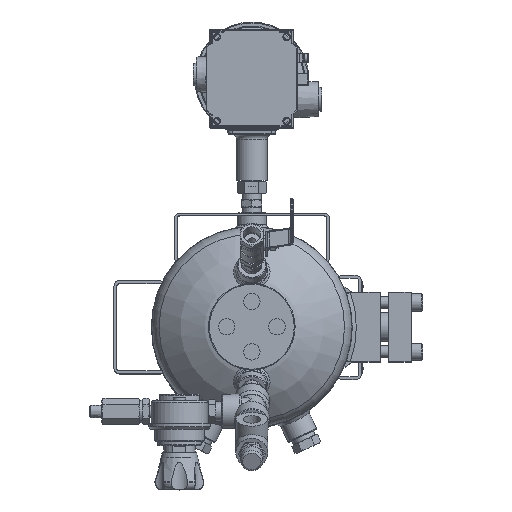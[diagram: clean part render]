
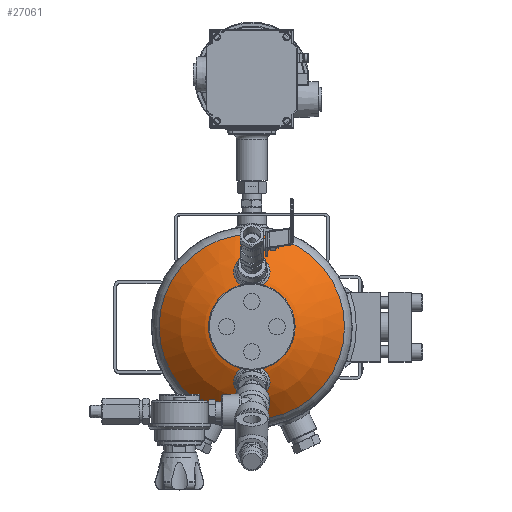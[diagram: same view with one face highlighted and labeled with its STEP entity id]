
A CAD part, top view. The second image highlights one B-rep face of the part: STEP entity #27061.
In plain terms, the highlighted spherical face has radius 140.215 mm.
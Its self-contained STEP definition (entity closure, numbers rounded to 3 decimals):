
#3706=SPHERICAL_SURFACE('',#38010,140.215);
#5294=CIRCLE('',#38011,17.526);
#5295=CIRCLE('',#38012,22.513);
#5296=CIRCLE('',#38013,17.526);
#5297=CIRCLE('',#38014,101.553);
#6742=ORIENTED_EDGE('',*,*,#14327,.T.);
#6743=ORIENTED_EDGE('',*,*,#14328,.T.);
#6744=ORIENTED_EDGE('',*,*,#14329,.T.);
#6745=ORIENTED_EDGE('',*,*,#14330,.F.);
#14327=EDGE_CURVE('',#18132,#18132,#5294,.T.);
#14328=EDGE_CURVE('',#18133,#18133,#5295,.T.);
#14329=EDGE_CURVE('',#18134,#18134,#5296,.T.);
#14330=EDGE_CURVE('',#18135,#18135,#5297,.T.);
#18132=VERTEX_POINT('',#51099);
#18133=VERTEX_POINT('',#51101);
#18134=VERTEX_POINT('',#51103);
#18135=VERTEX_POINT('',#51105);
#21372=EDGE_LOOP('',(#6742));
#21373=EDGE_LOOP('',(#6743));
#21374=EDGE_LOOP('',(#6744));
#21375=EDGE_LOOP('',(#6745));
#23967=FACE_BOUND('',#21372,.T.);
#23968=FACE_BOUND('',#21373,.T.);
#23969=FACE_BOUND('',#21374,.T.);
#23970=FACE_BOUND('',#21375,.T.);
#27061=ADVANCED_FACE('',(#23967,#23968,#23969,#23970),#3706,.T.);
#38010=AXIS2_PLACEMENT_3D('',#51097,#41331,#41332);
#38011=AXIS2_PLACEMENT_3D('',#51098,#41333,#41334);
#38012=AXIS2_PLACEMENT_3D('',#51100,#41335,#41336);
#38013=AXIS2_PLACEMENT_3D('',#51102,#41337,#41338);
#38014=AXIS2_PLACEMENT_3D('',#51104,#41339,#41340);
#41331=DIRECTION('',(0.,0.,-1.));
#41332=DIRECTION('',(-1.,0.,0.));
#41333=DIRECTION('',(-0.435,0.,-0.9));
#41334=DIRECTION('',(-0.9,0.,0.435));
#41335=DIRECTION('',(0.,0.,-1.));
#41336=DIRECTION('',(-1.,0.,0.));
#41337=DIRECTION('',(0.435,0.,-0.9));
#41338=DIRECTION('',(-0.9,0.,-0.435));
#41339=DIRECTION('',(0.,0.,-1.));
#41340=DIRECTION('',(-1.,0.,0.));
#51097=CARTESIAN_POINT('',(0.,0.,-38.615));
#51098=CARTESIAN_POINT('',(60.522,0.,86.646));
#51099=CARTESIAN_POINT('',(44.741,0.,94.27));
#51100=CARTESIAN_POINT('',(0.,0.,99.781));
#51101=CARTESIAN_POINT('',(-22.513,0.,99.781));
#51102=CARTESIAN_POINT('',(-60.522,0.,86.646));
#51103=CARTESIAN_POINT('',(-76.302,0.,79.021));
#51104=CARTESIAN_POINT('',(0.,0.,58.066));
#51105=CARTESIAN_POINT('',(-101.553,0.,58.066));
